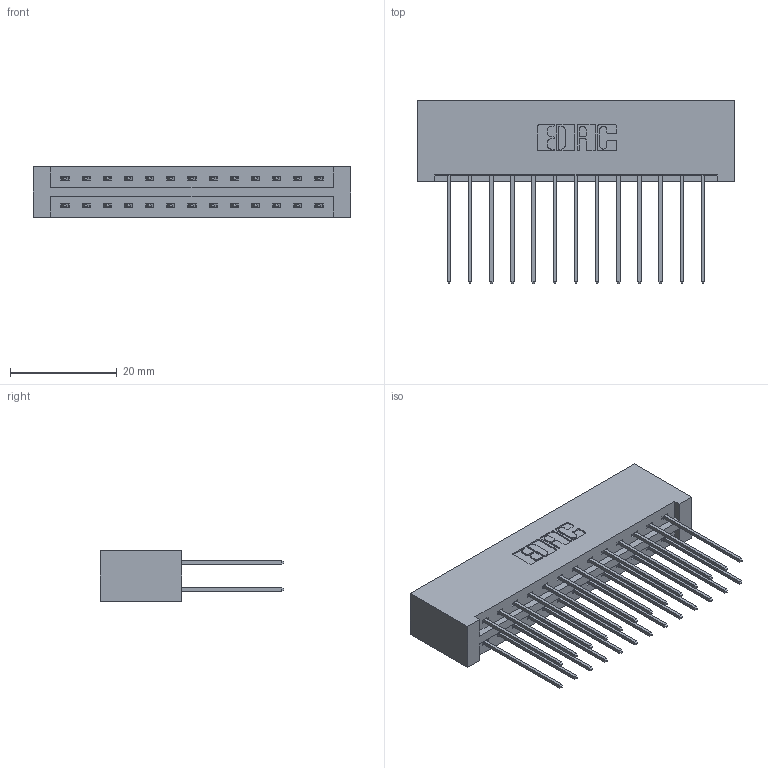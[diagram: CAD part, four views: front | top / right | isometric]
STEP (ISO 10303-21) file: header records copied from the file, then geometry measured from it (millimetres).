
FILE_DESCRIPTION (( 'STEP AP203' ), '1' );
FILE_NAME ('337-026-541-201.STEP', '2018-08-06T05:15:32', ( '' ), ( '' ), 'SwSTEP 2.0', 'SolidWorks 2016', '' );
FILE_SCHEMA (( 'CONFIG_CONTROL_DESIGN' ));
Length unit declared in the file: inch
Products named in the file (3): 337 Part_No Mounting Lugs; 345-292-001_345-293-141; 337-026-541-201
Assembly tree (27 placements, depth 2):
  337-026-541-201
    337 Part_No Mounting Lugs
    345-292-001_345-293-141  x26
Bounding box: 59.39 x 34.3 x 9.4 mm (x, y, z)
Volume: 6782.4 mm3; surface area: 8190.6 mm2
Topology: 27 solids, 27 shells, 1510 faces, 4473 edges, 2946 vertices
Faces by surface type: plane 1054, cylinder 456
Entity records: 13571 total; most frequent: CARTESIAN_POINT 2310, ORIENTED_EDGE 2246, DIRECTION 2011, EDGE_CURVE 1123, LINE 1003, VECTOR 1003, VERTEX_POINT 746, AXIS2_PLACEMENT_3D 504
